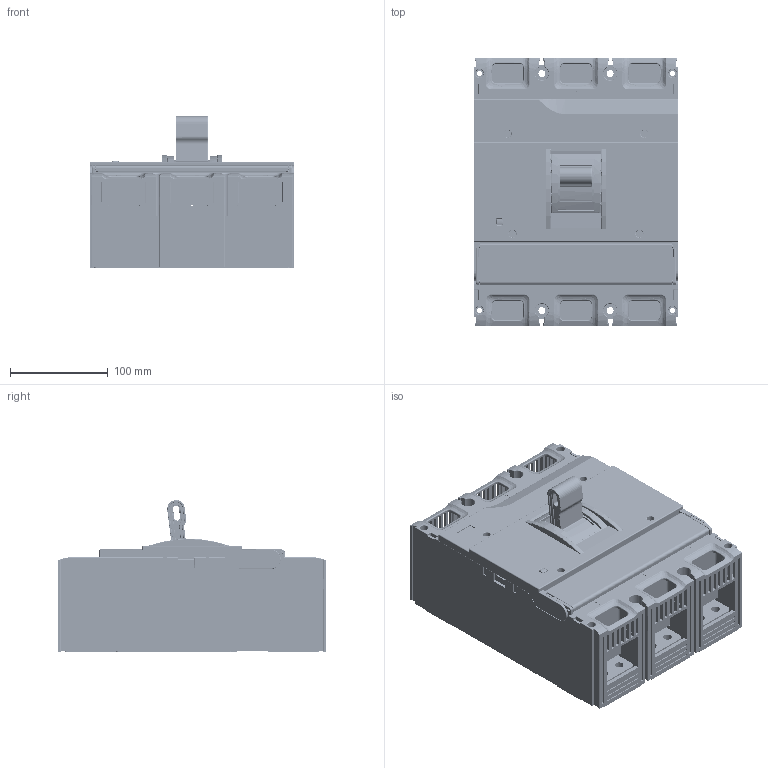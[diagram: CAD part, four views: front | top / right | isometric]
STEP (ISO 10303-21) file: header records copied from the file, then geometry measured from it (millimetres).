
FILE_DESCRIPTION (( 'STEP AP203' ), '1' );
FILE_NAME ('AV POWER-4-3-mccb-43-700-800-1000-(TR-2.0-6.0)-av.STEP', '2022-08-17T06:44:57', ( '' ), ( '' ), 'SwSTEP 2.0', 'SolidWorks 2021', '' );
FILE_SCHEMA (( 'CONFIG_CONTROL_DESIGN' ));
Products named in the file (1): AV POWER-4-3-mccb-43-700-800-1000-(TR-2.0-6.0)-av
Bounding box: 210 x 275 x 155.6 mm (x, y, z)
Volume: 1604549.6 mm3; surface area: 932665.9 mm2
Topology: 29 solids, 29 shells, 7519 faces, 21182 edges, 13713 vertices
Faces by surface type: plane 4447, cylinder 2241, bspline 380, torus 247, sphere 109, cone 95
Entity records: 365869 total; most frequent: CARTESIAN_POINT 175073, ORIENTED_EDGE 42198, DIRECTION 36450, EDGE_CURVE 21099, VECTOR 14600, LINE 14600, VERTEX_POINT 13708, AXIS2_PLACEMENT_3D 10925
